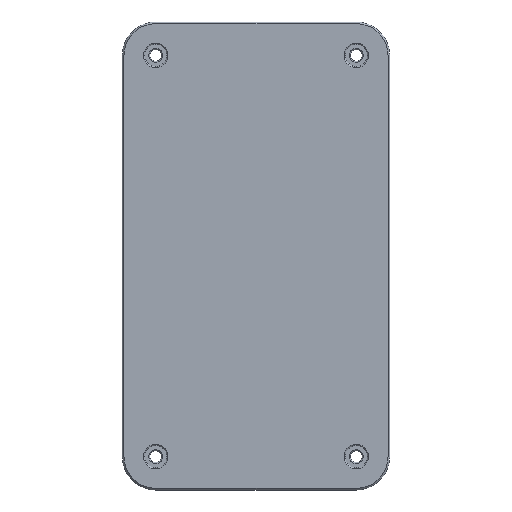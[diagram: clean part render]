
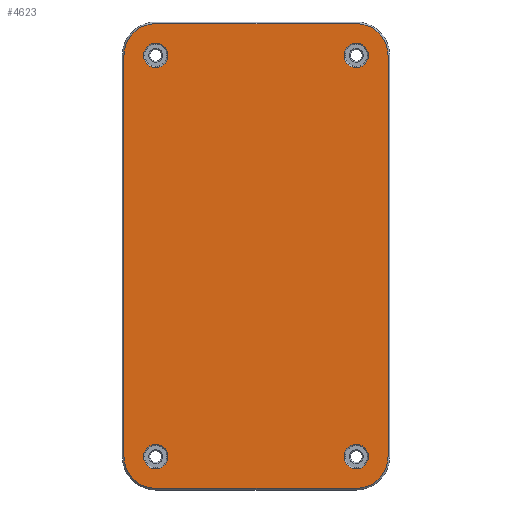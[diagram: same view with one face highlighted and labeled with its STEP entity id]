
A CAD part, front view. The second image highlights one B-rep face of the part: STEP entity #4623.
In plain terms, the highlighted planar face has unit normal (0, -1, 0).
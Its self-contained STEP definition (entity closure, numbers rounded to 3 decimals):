
#3 = DIRECTION ( 'NONE',  ( 0., -1., 0. ) ) ;
#16 = DIRECTION ( 'NONE',  ( 0., 0., 1. ) ) ;
#33 = DIRECTION ( 'NONE',  ( 0., -1., 0. ) ) ;
#152 = FACE_OUTER_BOUND ( 'NONE', #8199, .T. ) ;
#234 = EDGE_CURVE ( 'NONE', #489, #4977, #1156, .T. ) ;
#311 = DIRECTION ( 'NONE',  ( 0., -1., 0. ) ) ;
#325 = CARTESIAN_POINT ( 'NONE',  ( -18., -1., -36. ) ) ;
#395 = VERTEX_POINT ( 'NONE', #5573 ) ;
#480 = CIRCLE ( 'NONE', #8986, 5.7 ) ;
#489 = VERTEX_POINT ( 'NONE', #4445 ) ;
#548 = DIRECTION ( 'NONE',  ( 0., 0., -1. ) ) ;
#643 = DIRECTION ( 'NONE',  ( 0., -1., 0. ) ) ;
#827 = CARTESIAN_POINT ( 'NONE',  ( -23.7, -1., 36. ) ) ;
#930 = EDGE_CURVE ( 'NONE', #5636, #8548, #7021, .T. ) ;
#973 = LINE ( 'NONE', #1060, #8543 ) ;
#1012 = CARTESIAN_POINT ( 'NONE',  ( 18., -1., 33.8 ) ) ;
#1031 = CARTESIAN_POINT ( 'NONE',  ( -18., -1., 36. ) ) ;
#1043 = EDGE_CURVE ( 'NONE', #2925, #8713, #5081, .T. ) ;
#1060 = CARTESIAN_POINT ( 'NONE',  ( 0., -1., -41.7 ) ) ;
#1156 = CIRCLE ( 'NONE', #7116, 2.2 ) ;
#1261 = DIRECTION ( 'NONE',  ( 0., 0., 1. ) ) ;
#1398 = VERTEX_POINT ( 'NONE', #2354 ) ;
#1523 = ORIENTED_EDGE ( 'NONE', *, *, #2734, .F. ) ;
#1542 = DIRECTION ( 'NONE',  ( 0., 0., -1. ) ) ;
#1632 = CARTESIAN_POINT ( 'NONE',  ( 18., -1., 36. ) ) ;
#1653 = PLANE ( 'NONE',  #4547 ) ;
#1701 = ORIENTED_EDGE ( 'NONE', *, *, #3294, .F. ) ;
#1719 = DIRECTION ( 'NONE',  ( -1., 0., 0. ) ) ;
#1764 = CARTESIAN_POINT ( 'NONE',  ( -23.7, -1., 0. ) ) ;
#1776 = EDGE_LOOP ( 'NONE', ( #5676, #1523 ) ) ;
#1886 = DIRECTION ( 'NONE',  ( 0., -1., 0. ) ) ;
#1956 = AXIS2_PLACEMENT_3D ( 'NONE', #3299, #3208, #6197 ) ;
#2049 = CARTESIAN_POINT ( 'NONE',  ( -18., -1., -36. ) ) ;
#2085 = CARTESIAN_POINT ( 'NONE',  ( 18., -1., 36. ) ) ;
#2110 = CARTESIAN_POINT ( 'NONE',  ( 18., -1., -38.2 ) ) ;
#2218 = EDGE_CURVE ( 'NONE', #1398, #3595, #2300, .T. ) ;
#2235 = VERTEX_POINT ( 'NONE', #2468 ) ;
#2270 = CARTESIAN_POINT ( 'NONE',  ( -18., -1., 41.7 ) ) ;
#2300 = CIRCLE ( 'NONE', #5289, 2.2 ) ;
#2306 = VECTOR ( 'NONE', #1542, 1000. ) ;
#2354 = CARTESIAN_POINT ( 'NONE',  ( -18., -1., -38.2 ) ) ;
#2465 = CARTESIAN_POINT ( 'NONE',  ( 0., -1., 41.7 ) ) ;
#2468 = CARTESIAN_POINT ( 'NONE',  ( 18., -1., -41.7 ) ) ;
#2488 = EDGE_CURVE ( 'NONE', #5000, #7585, #5082, .T. ) ;
#2559 = DIRECTION ( 'NONE',  ( 0., 0., -1. ) ) ;
#2576 = AXIS2_PLACEMENT_3D ( 'NONE', #1031, #4392, #8787 ) ;
#2640 = DIRECTION ( 'NONE',  ( 0., 0., 1. ) ) ;
#2734 = EDGE_CURVE ( 'NONE', #395, #7478, #6319, .T. ) ;
#2747 = EDGE_CURVE ( 'NONE', #7585, #2235, #5277, .T. ) ;
#2900 = ORIENTED_EDGE ( 'NONE', *, *, #1043, .F. ) ;
#2925 = VERTEX_POINT ( 'NONE', #827 ) ;
#2929 = DIRECTION ( 'NONE',  ( 0., 0., 1. ) ) ;
#3150 = CARTESIAN_POINT ( 'NONE',  ( 18., -1., 41.7 ) ) ;
#3208 = DIRECTION ( 'NONE',  ( 0., 1., 0. ) ) ;
#3290 = CARTESIAN_POINT ( 'NONE',  ( 18., -1., -36. ) ) ;
#3294 = EDGE_CURVE ( 'NONE', #8548, #5636, #4219, .T. ) ;
#3299 = CARTESIAN_POINT ( 'NONE',  ( -18., -1., 36. ) ) ;
#3363 = EDGE_LOOP ( 'NONE', ( #1701, #4467 ) ) ;
#3440 = DIRECTION ( 'NONE',  ( 0., 1., 0. ) ) ;
#3462 = AXIS2_PLACEMENT_3D ( 'NONE', #3290, #311, #7405 ) ;
#3529 = CARTESIAN_POINT ( 'NONE',  ( 18., -1., 36. ) ) ;
#3555 = CARTESIAN_POINT ( 'NONE',  ( -23.7, -1., -36. ) ) ;
#3595 = VERTEX_POINT ( 'NONE', #8459 ) ;
#3763 = ORIENTED_EDGE ( 'NONE', *, *, #2747, .F. ) ;
#3996 = LINE ( 'NONE', #1764, #7937 ) ;
#4012 = EDGE_CURVE ( 'NONE', #7478, #395, #7517, .T. ) ;
#4019 = EDGE_CURVE ( 'NONE', #3595, #1398, #7072, .T. ) ;
#4078 = CARTESIAN_POINT ( 'NONE',  ( -18., -1., 38.2 ) ) ;
#4127 = ORIENTED_EDGE ( 'NONE', *, *, #2218, .F. ) ;
#4206 = CIRCLE ( 'NONE', #3462, 2.2 ) ;
#4219 = CIRCLE ( 'NONE', #2576, 2.2 ) ;
#4317 = CARTESIAN_POINT ( 'NONE',  ( 23.7, -1., -36. ) ) ;
#4392 = DIRECTION ( 'NONE',  ( 0., -1., 0. ) ) ;
#4445 = CARTESIAN_POINT ( 'NONE',  ( 18., -1., -33.8 ) ) ;
#4467 = ORIENTED_EDGE ( 'NONE', *, *, #930, .F. ) ;
#4489 = CARTESIAN_POINT ( 'NONE',  ( 0., -1., 0. ) ) ;
#4527 = AXIS2_PLACEMENT_3D ( 'NONE', #6384, #9191, #2640 ) ;
#4547 = AXIS2_PLACEMENT_3D ( 'NONE', #4489, #6413, #16 ) ;
#4623 = ADVANCED_FACE ( 'NONE', ( #5903, #7857, #8752, #6551, #152 ), #1653, .F. ) ;
#4663 = DIRECTION ( 'NONE',  ( 1., 0., 0. ) ) ;
#4686 = DIRECTION ( 'NONE',  ( 0., 0., -1. ) ) ;
#4790 = DIRECTION ( 'NONE',  ( 0., 0., -1. ) ) ;
#4977 = VERTEX_POINT ( 'NONE', #2110 ) ;
#5000 = VERTEX_POINT ( 'NONE', #8650 ) ;
#5081 = CIRCLE ( 'NONE', #1956, 5.7 ) ;
#5082 = LINE ( 'NONE', #7184, #2306 ) ;
#5277 = CIRCLE ( 'NONE', #4527, 5.7 ) ;
#5289 = AXIS2_PLACEMENT_3D ( 'NONE', #325, #6912, #2559 ) ;
#5310 = DIRECTION ( 'NONE',  ( 0., 0., 1. ) ) ;
#5573 = CARTESIAN_POINT ( 'NONE',  ( 18., -1., 38.2 ) ) ;
#5592 = DIRECTION ( 'NONE',  ( 0., 0., -1. ) ) ;
#5636 = VERTEX_POINT ( 'NONE', #4078 ) ;
#5676 = ORIENTED_EDGE ( 'NONE', *, *, #4012, .F. ) ;
#5743 = VERTEX_POINT ( 'NONE', #3555 ) ;
#5847 = VECTOR ( 'NONE', #4663, 1000. ) ;
#5864 = ORIENTED_EDGE ( 'NONE', *, *, #2488, .F. ) ;
#5903 = FACE_BOUND ( 'NONE', #1776, .T. ) ;
#5961 = ORIENTED_EDGE ( 'NONE', *, *, #234, .F. ) ;
#6149 = CIRCLE ( 'NONE', #7788, 5.7 ) ;
#6159 = CARTESIAN_POINT ( 'NONE',  ( -18., -1., 33.8 ) ) ;
#6197 = DIRECTION ( 'NONE',  ( 0., 0., 1. ) ) ;
#6216 = VERTEX_POINT ( 'NONE', #7987 ) ;
#6319 = CIRCLE ( 'NONE', #8558, 2.2 ) ;
#6384 = CARTESIAN_POINT ( 'NONE',  ( 18., -1., -36. ) ) ;
#6413 = DIRECTION ( 'NONE',  ( 0., 1., 0. ) ) ;
#6491 = ORIENTED_EDGE ( 'NONE', *, *, #8939, .F. ) ;
#6551 = FACE_BOUND ( 'NONE', #7540, .T. ) ;
#6626 = DIRECTION ( 'NONE',  ( 0., 0., -1. ) ) ;
#6775 = AXIS2_PLACEMENT_3D ( 'NONE', #7736, #643, #548 ) ;
#6912 = DIRECTION ( 'NONE',  ( 0., -1., 0. ) ) ;
#7021 = CIRCLE ( 'NONE', #7173, 2.2 ) ;
#7072 = CIRCLE ( 'NONE', #6775, 2.2 ) ;
#7116 = AXIS2_PLACEMENT_3D ( 'NONE', #7437, #1886, #4686 ) ;
#7173 = AXIS2_PLACEMENT_3D ( 'NONE', #8777, #3, #6626 ) ;
#7184 = CARTESIAN_POINT ( 'NONE',  ( 23.7, -1., 0. ) ) ;
#7230 = ORIENTED_EDGE ( 'NONE', *, *, #8904, .F. ) ;
#7317 = EDGE_LOOP ( 'NONE', ( #7230, #5961 ) ) ;
#7335 = ORIENTED_EDGE ( 'NONE', *, *, #8453, .F. ) ;
#7372 = AXIS2_PLACEMENT_3D ( 'NONE', #3529, #33, #4790 ) ;
#7405 = DIRECTION ( 'NONE',  ( 0., 0., -1. ) ) ;
#7437 = CARTESIAN_POINT ( 'NONE',  ( 18., -1., -36. ) ) ;
#7478 = VERTEX_POINT ( 'NONE', #1012 ) ;
#7517 = CIRCLE ( 'NONE', #7372, 2.2 ) ;
#7540 = EDGE_LOOP ( 'NONE', ( #4127, #8372 ) ) ;
#7585 = VERTEX_POINT ( 'NONE', #4317 ) ;
#7736 = CARTESIAN_POINT ( 'NONE',  ( -18., -1., -36. ) ) ;
#7784 = VERTEX_POINT ( 'NONE', #3150 ) ;
#7788 = AXIS2_PLACEMENT_3D ( 'NONE', #1632, #8772, #2929 ) ;
#7857 = FACE_BOUND ( 'NONE', #3363, .T. ) ;
#7937 = VECTOR ( 'NONE', #5310, 1000. ) ;
#7987 = CARTESIAN_POINT ( 'NONE',  ( -18., -1., -41.7 ) ) ;
#8199 = EDGE_LOOP ( 'NONE', ( #9081, #8983, #6491, #3763, #5864, #8747, #7335, #2900 ) ) ;
#8372 = ORIENTED_EDGE ( 'NONE', *, *, #4019, .F. ) ;
#8445 = DIRECTION ( 'NONE',  ( 0., -1., 0. ) ) ;
#8453 = EDGE_CURVE ( 'NONE', #8713, #7784, #8966, .T. ) ;
#8459 = CARTESIAN_POINT ( 'NONE',  ( -18., -1., -33.8 ) ) ;
#8543 = VECTOR ( 'NONE', #1719, 1000. ) ;
#8548 = VERTEX_POINT ( 'NONE', #6159 ) ;
#8558 = AXIS2_PLACEMENT_3D ( 'NONE', #2085, #8445, #5592 ) ;
#8576 = EDGE_CURVE ( 'NONE', #6216, #5743, #480, .T. ) ;
#8650 = CARTESIAN_POINT ( 'NONE',  ( 23.7, -1., 36. ) ) ;
#8713 = VERTEX_POINT ( 'NONE', #2270 ) ;
#8738 = EDGE_CURVE ( 'NONE', #7784, #5000, #6149, .T. ) ;
#8747 = ORIENTED_EDGE ( 'NONE', *, *, #8738, .F. ) ;
#8752 = FACE_BOUND ( 'NONE', #7317, .T. ) ;
#8772 = DIRECTION ( 'NONE',  ( 0., 1., 0. ) ) ;
#8777 = CARTESIAN_POINT ( 'NONE',  ( -18., -1., 36. ) ) ;
#8787 = DIRECTION ( 'NONE',  ( 0., 0., -1. ) ) ;
#8837 = EDGE_CURVE ( 'NONE', #5743, #2925, #3996, .T. ) ;
#8904 = EDGE_CURVE ( 'NONE', #4977, #489, #4206, .T. ) ;
#8939 = EDGE_CURVE ( 'NONE', #2235, #6216, #973, .T. ) ;
#8966 = LINE ( 'NONE', #2465, #5847 ) ;
#8983 = ORIENTED_EDGE ( 'NONE', *, *, #8576, .F. ) ;
#8986 = AXIS2_PLACEMENT_3D ( 'NONE', #2049, #3440, #1261 ) ;
#9081 = ORIENTED_EDGE ( 'NONE', *, *, #8837, .F. ) ;
#9191 = DIRECTION ( 'NONE',  ( 0., 1., 0. ) ) ;
